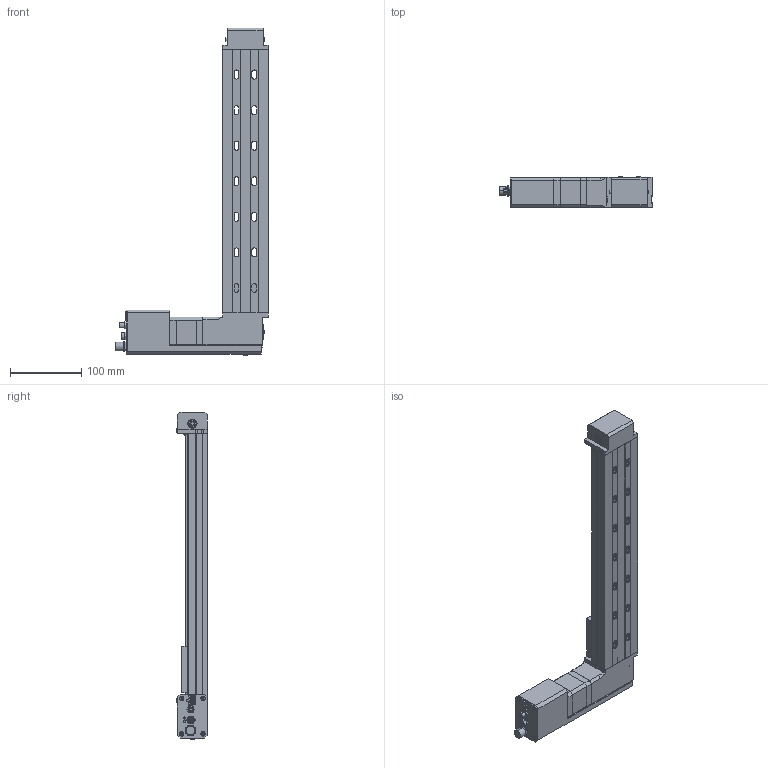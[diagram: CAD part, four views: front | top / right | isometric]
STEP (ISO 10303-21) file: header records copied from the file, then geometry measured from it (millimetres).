
FILE_DESCRIPTION (( 'STEP AP203' ), '1' );
FILE_NAME ('X-BLQ0295-E01.step', '2023-05-18T00:13:18', ( '' ), ( '' ), 'SwSTEP 2.0', 'SolidWorks 2019', '' );
FILE_SCHEMA (( 'CONFIG_CONTROL_DESIGN' ));
Length unit declared in the file: millimetre
Products named in the file (4): X-BLQ0295-E01; NMS17_motor^BLQ_X-BLQ-E01; BLQ_carriage^BLQ_Standard; BLQ_base^BLQ_BLQ0295
Assembly tree (3 placements, depth 2):
  X-BLQ0295-E01
    BLQ_base^BLQ_BLQ0295
    BLQ_carriage^BLQ_Standard
    NMS17_motor^BLQ_X-BLQ-E01
Bounding box: 214.85 x 44.15 x 460.2 mm (x, y, z)
Volume: 855854.9 mm3; surface area: 231845.6 mm2
Topology: 32 solids, 32 shells, 977 faces, 2507 edges, 1638 vertices
Faces by surface type: plane 530, cylinder 391, cone 30, torus 16, sphere 10
Entity records: 30289 total; most frequent: CARTESIAN_POINT 5374, DIRECTION 5293, ORIENTED_EDGE 4966, EDGE_CURVE 2483, AXIS2_PLACEMENT_3D 1893, VERTEX_POINT 1630, LINE 1507, VECTOR 1507
